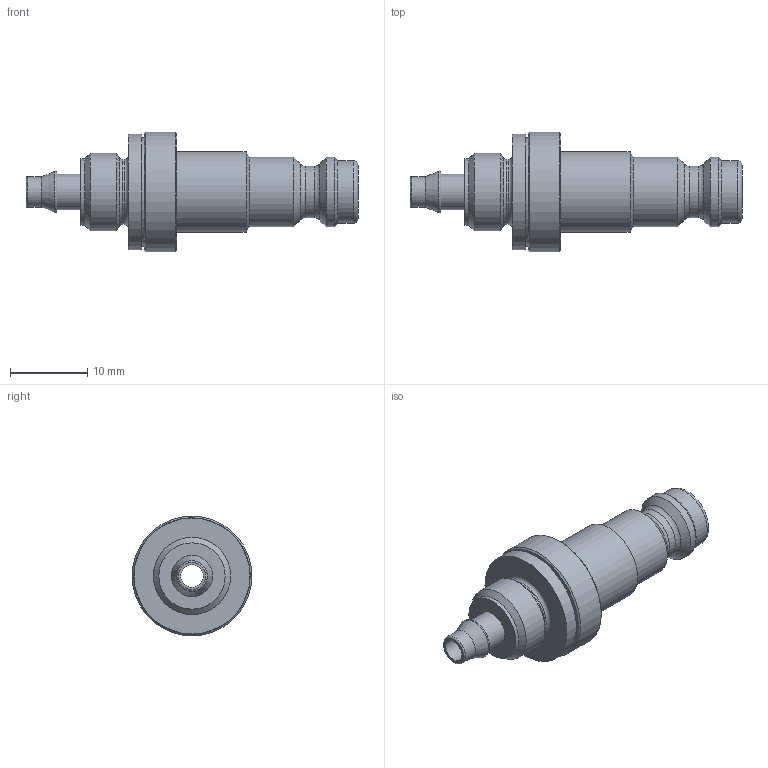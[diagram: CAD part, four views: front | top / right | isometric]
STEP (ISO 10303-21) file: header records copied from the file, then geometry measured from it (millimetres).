
FILE_DESCRIPTION((''),'2;1');
FILE_NAME('21sfiw10mxn0.stp','2015-01-13T12:48:20',('SSC01480'),(''),'Autodesk Inventor 2013','Autodesk Inventor 2013','');
FILE_SCHEMA(('AUTOMOTIVE_DESIGN { 1 0 10303 214 1 1 1 1 }'));
Length unit declared in the file: millimetre
Products named in the file (3): D113141; D113142; D113125
Assembly tree (2 placements, depth 2):
  D113141
    D113142
    D113125
Bounding box: 43 x 15.5 x 15.5 mm (x, y, z)
Volume: 2551.1 mm3; surface area: 2644.4 mm2
Topology: 2 solids, 2 shells, 45 faces, 81 edges, 45 vertices
Faces by surface type: cylinder 17, cone 12, plane 9, torus 7
Full cylindrical faces by diameter (mm): 2.95 x1, 3.95 x1, 4.6 x1, 4.95 x1, 6.65 x1, 8.1 x1, 8.4 x1, 8.6 x1, 9 x2, 10 x1, 10.4 x1, 13.85 x1, 14 x1, 14.05 x1, 15 x1, 15.5 x1
Entity records: 1001 total; most frequent: DIRECTION 190, CARTESIAN_POINT 140, AXIS2_PLACEMENT_3D 95, ORIENTED_EDGE 90, EDGE_LOOP 90, VERTEX_POINT 45, CIRCLE 45, EDGE_CURVE 45
